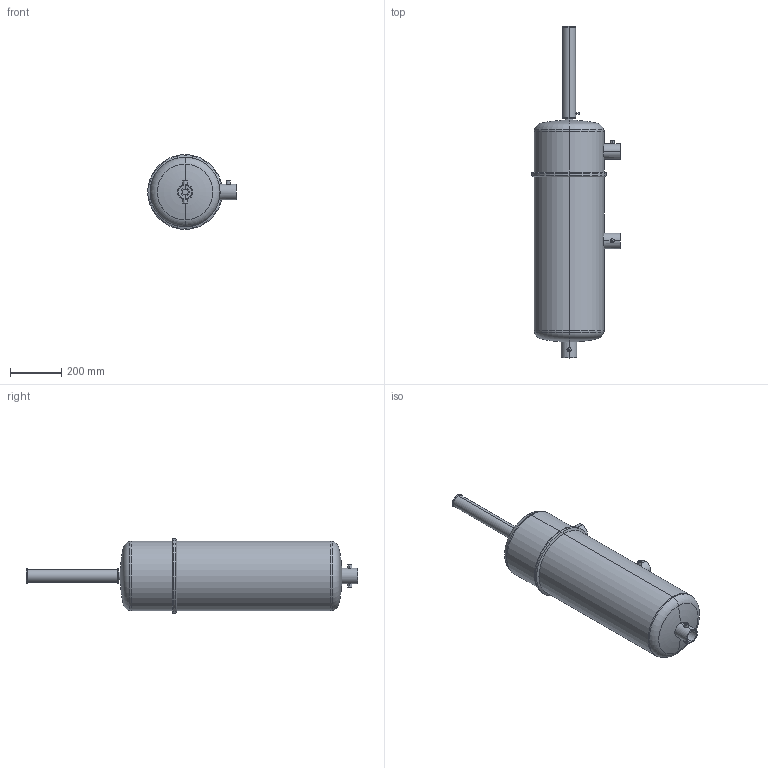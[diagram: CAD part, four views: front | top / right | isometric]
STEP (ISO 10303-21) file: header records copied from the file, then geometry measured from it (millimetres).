
FILE_DESCRIPTION (( 'STEP AP203' ), '1' );
FILE_NAME ('CL2-90.STEP', '2020-07-16T17:50:55', ( '' ), ( '' ), 'SwSTEP 2.0', 'SolidWorks 2017', '' );
FILE_SCHEMA (( 'CONFIG_CONTROL_DESIGN' ));
Length unit declared in the file: inch
Products named in the file (1): CL2-90
Bounding box: 346.2 x 1296.38 x 292.1 mm (x, y, z)
Volume: 4768878.1 mm3; surface area: 1785426.3 mm2
Topology: 6 solids, 6 shells, 118 faces, 268 edges, 162 vertices
Faces by surface type: cylinder 56, plane 30, torus 24, cone 8
Entity records: 4517 total; most frequent: CARTESIAN_POINT 1727, DIRECTION 596, ORIENTED_EDGE 536, EDGE_CURVE 268, AXIS2_PLACEMENT_3D 245, VERTEX_POINT 162, EDGE_LOOP 140, CIRCLE 126
